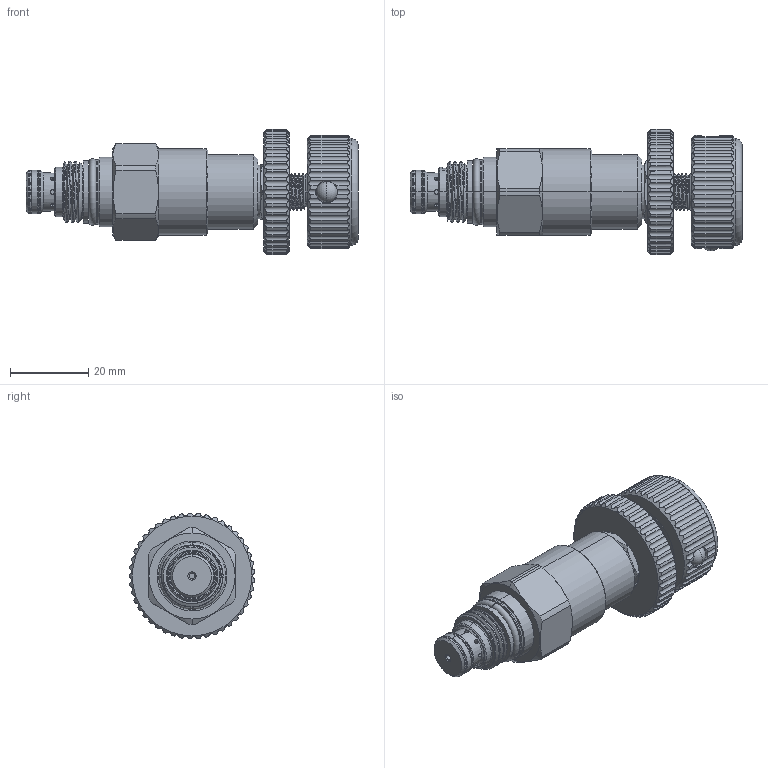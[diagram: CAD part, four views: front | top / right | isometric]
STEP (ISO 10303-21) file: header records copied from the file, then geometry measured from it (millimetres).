
FILE_DESCRIPTION (( 'STEP AP203' ), '1' );
FILE_NAME ('RB8A20-K.STEP', '2020-03-23T08:48:08', ( '' ), ( '' ), 'SwSTEP 2.0', 'SolidWorks 2018', '' );
FILE_SCHEMA (( 'CONFIG_CONTROL_DESIGN' ));
Length unit declared in the file: millimetre
Products named in the file (1): RB8A20-K
Bounding box: 85.02 x 32.18 x 32.2 mm (x, y, z)
Volume: 29575.7 mm3; surface area: 12904.4 mm2
Topology: 7 solids, 7 shells, 881 faces, 2410 edges, 1538 vertices
Faces by surface type: cylinder 418, plane 226, cone 99, torus 70, bspline 66, sphere 2
Entity records: 59733 total; most frequent: CARTESIAN_POINT 39056, ORIENTED_EDGE 4760, DIRECTION 3792, EDGE_CURVE 2380, VERTEX_POINT 1535, AXIS2_PLACEMENT_3D 1449, EDGE_LOOP 925, LINE 894
